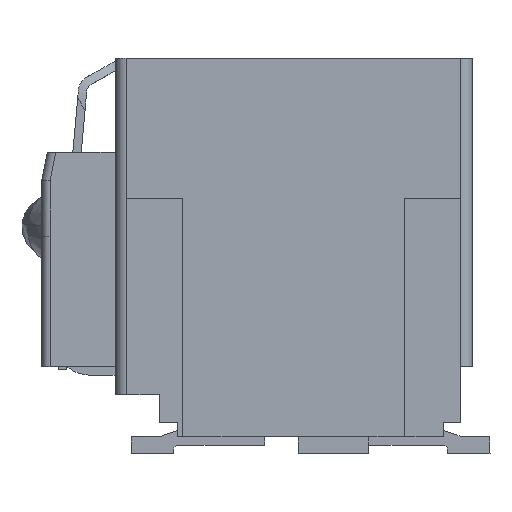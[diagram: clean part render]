
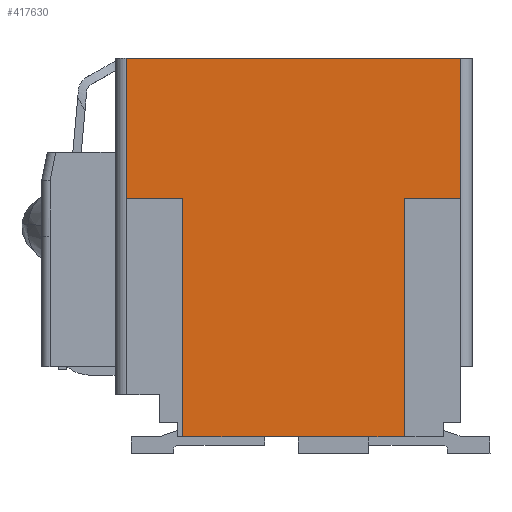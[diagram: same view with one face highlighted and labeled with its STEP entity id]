
A CAD part, front view. The second image highlights one B-rep face of the part: STEP entity #417630.
In plain terms, the highlighted planar face has unit normal (0, -1, 0).
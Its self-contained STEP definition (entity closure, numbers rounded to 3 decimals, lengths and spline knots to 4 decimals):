
#165190=CARTESIAN_POINT('',(-30.6244,-62.8055,
130.765));
#165200=VERTEX_POINT('',#165190);
#165230=CARTESIAN_POINT('',(-31.6244,-62.8055,
130.765));
#165240=DIRECTION('',(1.,0.,0.));
#165250=VECTOR('',#165240,1.);
#165260=LINE('',#165230,#165250);
#165270=CARTESIAN_POINT('',(-36.5844,-62.8055,
130.765));
#165280=VERTEX_POINT('',#165270);
#165290=EDGE_CURVE('',#165280,#165200,#165260,.T.);
#416850=CARTESIAN_POINT('',(-31.1244,-62.8055,
127.39));
#416860=DIRECTION('',(0.,1.,0.));
#416870=DIRECTION('',(0.,0.,1.));
#416880=AXIS2_PLACEMENT_3D('',#416850,#416860,#416870);
#416890=PLANE('',#416880);
#416900=CARTESIAN_POINT('',(-33.6644,-62.8055,
124.015));
#416910=DIRECTION('',(1.,0.,0.));
#416920=VECTOR('',#416910,1.);
#416930=LINE('',#416900,#416920);
#416940=CARTESIAN_POINT('',(-35.5844,-62.8055,
124.015));
#416950=VERTEX_POINT('',#416940);
#416960=CARTESIAN_POINT('',(-33.6144,-62.8055,
124.015));
#416970=VERTEX_POINT('',#416960);
#416980=EDGE_CURVE('',#416950,#416970,#416930,.T.);
#416990=ORIENTED_EDGE('',*,*,#416980,.T.);
#417000=CARTESIAN_POINT('',(-35.5844,-62.8055,
127.215));
#417010=DIRECTION('',(0.,0.,-1.));
#417020=VECTOR('',#417010,1.);
#417030=LINE('',#417000,#417020);
#417040=CARTESIAN_POINT('',(-35.5844,-62.8055,
128.265));
#417050=VERTEX_POINT('',#417040);
#417060=EDGE_CURVE('',#417050,#416950,#417030,.T.);
#417070=ORIENTED_EDGE('',*,*,#417060,.T.);
#417080=CARTESIAN_POINT('',(-35.5844,-62.8055,
128.265));
#417090=DIRECTION('',(-1.,0.,0.));
#417100=VECTOR('',#417090,1.);
#417110=LINE('',#417080,#417100);
#417120=CARTESIAN_POINT('',(-36.5844,-62.8055,
128.265));
#417130=VERTEX_POINT('',#417120);
#417140=EDGE_CURVE('',#417050,#417130,#417110,.T.);
#417150=ORIENTED_EDGE('',*,*,#417140,.F.);
#417160=CARTESIAN_POINT('',(-36.5844,-62.8055,
128.265));
#417170=DIRECTION('',(0.,0.,1.));
#417180=VECTOR('',#417170,1.);
#417190=LINE('',#417160,#417180);
#417200=EDGE_CURVE('',#417130,#165280,#417190,.T.);
#417210=ORIENTED_EDGE('',*,*,#417200,.F.);
#417220=ORIENTED_EDGE('',*,*,#165290,.F.);
#417230=CARTESIAN_POINT('',(-30.6244,-62.8055,
130.765));
#417240=DIRECTION('',(0.,0.,-1.));
#417250=VECTOR('',#417240,1.);
#417260=LINE('',#417230,#417250);
#417270=CARTESIAN_POINT('',(-30.6244,-62.8055,
128.265));
#417280=VERTEX_POINT('',#417270);
#417290=EDGE_CURVE('',#165200,#417280,#417260,.T.);
#417300=ORIENTED_EDGE('',*,*,#417290,.F.);
#417310=CARTESIAN_POINT('',(-30.6244,-62.8055,
128.265));
#417320=DIRECTION('',(-1.,0.,0.));
#417330=VECTOR('',#417320,1.);
#417340=LINE('',#417310,#417330);
#417350=CARTESIAN_POINT('',(-31.6244,-62.8055,
128.265));
#417360=VERTEX_POINT('',#417350);
#417370=EDGE_CURVE('',#417280,#417360,#417340,.T.);
#417380=ORIENTED_EDGE('',*,*,#417370,.F.);
#417390=CARTESIAN_POINT('',(-31.6244,-62.8055,
127.215));
#417400=DIRECTION('',(0.,0.,-1.));
#417410=VECTOR('',#417400,1.);
#417420=LINE('',#417390,#417410);
#417430=CARTESIAN_POINT('',(-31.6244,-62.8055,
124.015));
#417440=VERTEX_POINT('',#417430);
#417450=EDGE_CURVE('',#417360,#417440,#417420,.T.);
#417460=ORIENTED_EDGE('',*,*,#417450,.F.);
#417470=CARTESIAN_POINT('',(-34.2258,-62.8055,
124.015));
#417480=DIRECTION('',(1.,0.,0.));
#417490=VECTOR('',#417480,1.);
#417500=LINE('',#417470,#417490);
#417510=CARTESIAN_POINT('',(-32.1944,-62.8055,
124.015));
#417520=VERTEX_POINT('',#417510);
#417530=EDGE_CURVE('',#417520,#417440,#417500,.T.);
#417540=ORIENTED_EDGE('',*,*,#417530,.T.);
#417550=CARTESIAN_POINT('',(-31.563,-62.8055,
124.015));
#417560=DIRECTION('',(1.,0.,0.));
#417570=VECTOR('',#417560,1.);
#417580=LINE('',#417550,#417570);
#417590=EDGE_CURVE('',#416970,#417520,#417580,.T.);
#417600=ORIENTED_EDGE('',*,*,#417590,.T.);
#417610=EDGE_LOOP('',(#417600,#417540,#417460,#417380,#417300,#417220,
#417210,#417150,#417070,#416990));
#417620=FACE_OUTER_BOUND('',#417610,.T.);
#417630=ADVANCED_FACE('',(#417620),#416890,.F.);
